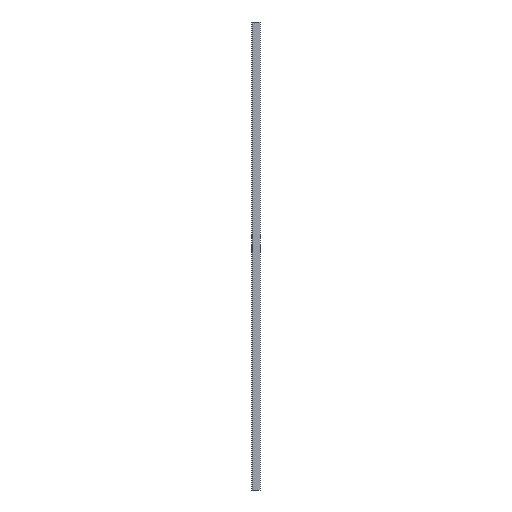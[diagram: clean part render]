
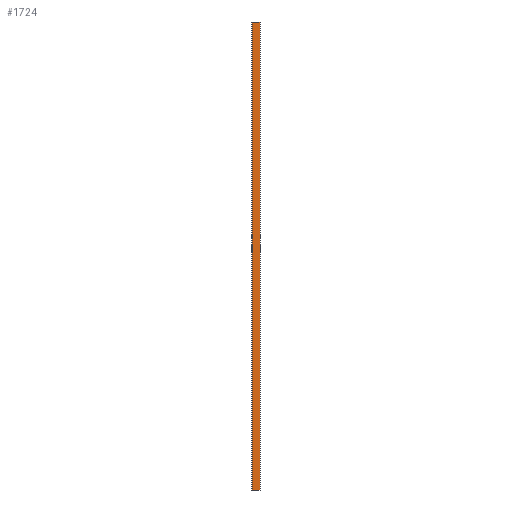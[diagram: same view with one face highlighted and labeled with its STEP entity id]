
A CAD part, left-side view. The second image highlights one B-rep face of the part: STEP entity #1724.
In plain terms, the highlighted planar face has unit normal (-1, 0, 0).
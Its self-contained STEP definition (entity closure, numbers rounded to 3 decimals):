
#19 = FACE_OUTER_BOUND ( 'NONE', #263, .T. ) ;
#41 = CARTESIAN_POINT ( 'NONE',  ( 0., 2.5, 3000. ) ) ;
#59 = DIRECTION ( 'NONE',  ( 0., 0., -1. ) ) ;
#79 = DIRECTION ( 'NONE',  ( 0., -1., 0. ) ) ;
#214 = DIRECTION ( 'NONE',  ( 0., 0., -1. ) ) ;
#215 = VECTOR ( 'NONE', #214, 1000. ) ;
#248 = CARTESIAN_POINT ( 'NONE',  ( 0., 104., 3000. ) ) ;
#263 = EDGE_LOOP ( 'NONE', ( #301, #1605, #1211, #375 ) ) ;
#301 = ORIENTED_EDGE ( 'NONE', *, *, #699, .F. ) ;
#309 = VECTOR ( 'NONE', #1648, 1000. ) ;
#375 = ORIENTED_EDGE ( 'NONE', *, *, #947, .T. ) ;
#426 = LINE ( 'NONE', #41, #575 ) ;
#477 = CARTESIAN_POINT ( 'NONE',  ( 0., 104., 3000. ) ) ;
#575 = VECTOR ( 'NONE', #59, 1000. ) ;
#625 = LINE ( 'NONE', #248, #215 ) ;
#628 = CARTESIAN_POINT ( 'NONE',  ( 0., 0., 3000. ) ) ;
#699 = EDGE_CURVE ( 'NONE', #1045, #752, #997, .T. ) ;
#701 = AXIS2_PLACEMENT_3D ( 'NONE', #628, #1040, #79 ) ;
#752 = VERTEX_POINT ( 'NONE', #1171 ) ;
#837 = CARTESIAN_POINT ( 'NONE',  ( 0., 0., 3000. ) ) ;
#947 = EDGE_CURVE ( 'NONE', #1094, #752, #625, .T. ) ;
#997 = LINE ( 'NONE', #1165, #1612 ) ;
#1040 = DIRECTION ( 'NONE',  ( -1., 0., 0. ) ) ;
#1045 = VERTEX_POINT ( 'NONE', #1263 ) ;
#1091 = LINE ( 'NONE', #837, #309 ) ;
#1094 = VERTEX_POINT ( 'NONE', #477 ) ;
#1165 = CARTESIAN_POINT ( 'NONE',  ( 0., 0., -3000. ) ) ;
#1171 = CARTESIAN_POINT ( 'NONE',  ( 0., 104., -3000. ) ) ;
#1211 = ORIENTED_EDGE ( 'NONE', *, *, #1490, .T. ) ;
#1263 = CARTESIAN_POINT ( 'NONE',  ( 0., 2.5, -3000. ) ) ;
#1275 = EDGE_CURVE ( 'NONE', #1282, #1045, #426, .T. ) ;
#1279 = CARTESIAN_POINT ( 'NONE',  ( 0., 2.5, 3000. ) ) ;
#1282 = VERTEX_POINT ( 'NONE', #1279 ) ;
#1437 = DIRECTION ( 'NONE',  ( 0., 1., 0. ) ) ;
#1490 = EDGE_CURVE ( 'NONE', #1282, #1094, #1091, .T. ) ;
#1591 = PLANE ( 'NONE',  #701 ) ;
#1605 = ORIENTED_EDGE ( 'NONE', *, *, #1275, .F. ) ;
#1612 = VECTOR ( 'NONE', #1437, 1000. ) ;
#1648 = DIRECTION ( 'NONE',  ( 0., 1., 0. ) ) ;
#1724 = ADVANCED_FACE ( 'NONE', ( #19 ), #1591, .T. ) ;
